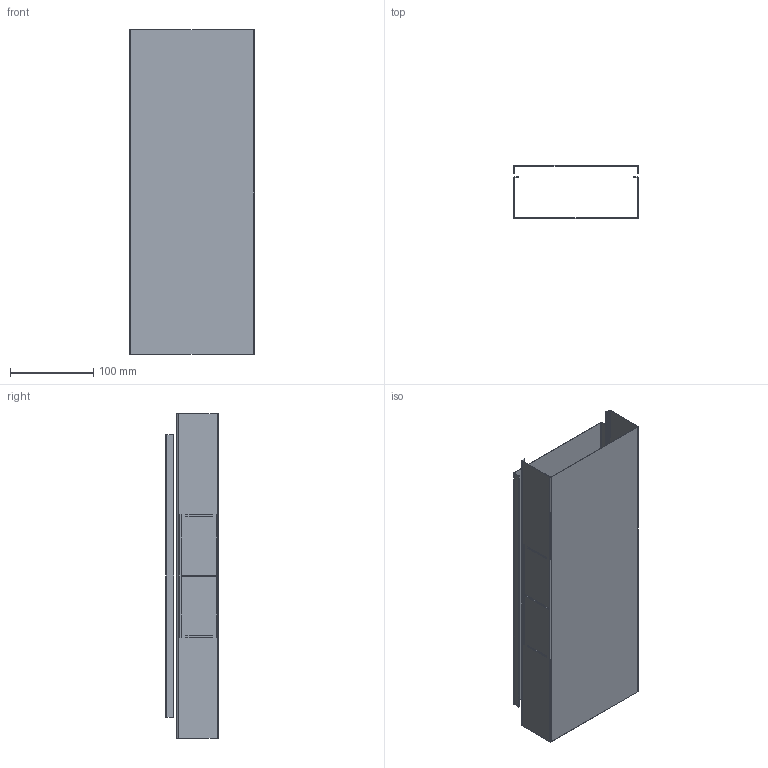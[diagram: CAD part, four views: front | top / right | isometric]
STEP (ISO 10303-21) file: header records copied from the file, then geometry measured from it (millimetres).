
FILE_DESCRIPTION (( 'STEP AP214' ), '1' );
FILE_NAME ('6249728.stp', '2016-10-03T13:50:55', ( '' ), ( '' ), 'SwSTEP 2.0', 'SolidWorks 2014', '' );
FILE_SCHEMA (( 'AUTOMOTIVE_DESIGN' ));
Length unit declared in the file: millimetre
Products named in the file (3): Oberteil_1; LKM_60100_T_einbauz; 6249728
Assembly tree (2 placements, depth 2):
  6249728
    LKM_60100_T_einbauz
    Oberteil_1
Bounding box: 150.05 x 63.7 x 390 mm (x, y, z)
Volume: 117545.3 mm3; surface area: 315797.2 mm2
Topology: 2 solids, 2 shells, 62 faces, 176 edges, 116 vertices
Faces by surface type: plane 44, cylinder 18
Entity records: 2742 total; most frequent: CARTESIAN_POINT 359, ORIENTED_EDGE 352, DIRECTION 346, EDGE_CURVE 176, LINE 140, VECTOR 140, VERTEX_POINT 116, AXIS2_PLACEMENT_3D 103
